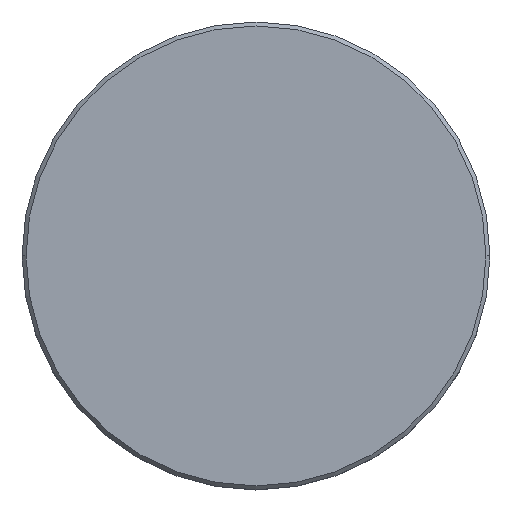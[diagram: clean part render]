
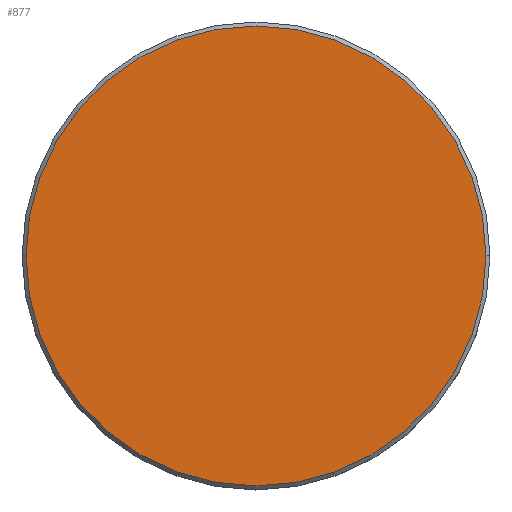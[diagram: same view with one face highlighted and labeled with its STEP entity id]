
A CAD part, top view. The second image highlights one B-rep face of the part: STEP entity #877.
In plain terms, the highlighted planar face has unit normal (0, 0, 1).
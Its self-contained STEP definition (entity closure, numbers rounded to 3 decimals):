
#26 = CARTESIAN_POINT ( 'NONE',  ( 29., 0., 0. ) ) ;
#57 = FACE_OUTER_BOUND ( 'NONE', #605, .T. ) ;
#195 = AXIS2_PLACEMENT_3D ( 'NONE', #783, #693, #538 ) ;
#236 = PLANE ( 'NONE',  #710 ) ;
#274 = VERTEX_POINT ( 'NONE', #655 ) ;
#409 = CARTESIAN_POINT ( 'NONE',  ( 0., 0., 0. ) ) ;
#413 = EDGE_CURVE ( 'NONE', #274, #1116, #704, .T. ) ;
#521 = AXIS2_PLACEMENT_3D ( 'NONE', #409, #522, #769 ) ;
#522 = DIRECTION ( 'NONE',  ( 0., 0., 1. ) ) ;
#538 = DIRECTION ( 'NONE',  ( 1., 0., 0. ) ) ;
#601 = CARTESIAN_POINT ( 'NONE',  ( 0., 0., 0. ) ) ;
#605 = EDGE_LOOP ( 'NONE', ( #869, #969 ) ) ;
#655 = CARTESIAN_POINT ( 'NONE',  ( -29., 0., 0. ) ) ;
#693 = DIRECTION ( 'NONE',  ( 0., 0., 1. ) ) ;
#704 = CIRCLE ( 'NONE', #521, 29. ) ;
#710 = AXIS2_PLACEMENT_3D ( 'NONE', #601, #1146, #800 ) ;
#769 = DIRECTION ( 'NONE',  ( 1., 0., 0. ) ) ;
#783 = CARTESIAN_POINT ( 'NONE',  ( 0., 0., 0. ) ) ;
#800 = DIRECTION ( 'NONE',  ( 1., 0., 0. ) ) ;
#869 = ORIENTED_EDGE ( 'NONE', *, *, #413, .T. ) ;
#877 = ADVANCED_FACE ( 'NONE', ( #57 ), #236, .T. ) ;
#926 = EDGE_CURVE ( 'NONE', #1116, #274, #1078, .T. ) ;
#969 = ORIENTED_EDGE ( 'NONE', *, *, #926, .T. ) ;
#1078 = CIRCLE ( 'NONE', #195, 29. ) ;
#1116 = VERTEX_POINT ( 'NONE', #26 ) ;
#1146 = DIRECTION ( 'NONE',  ( 0., 0., 1. ) ) ;
